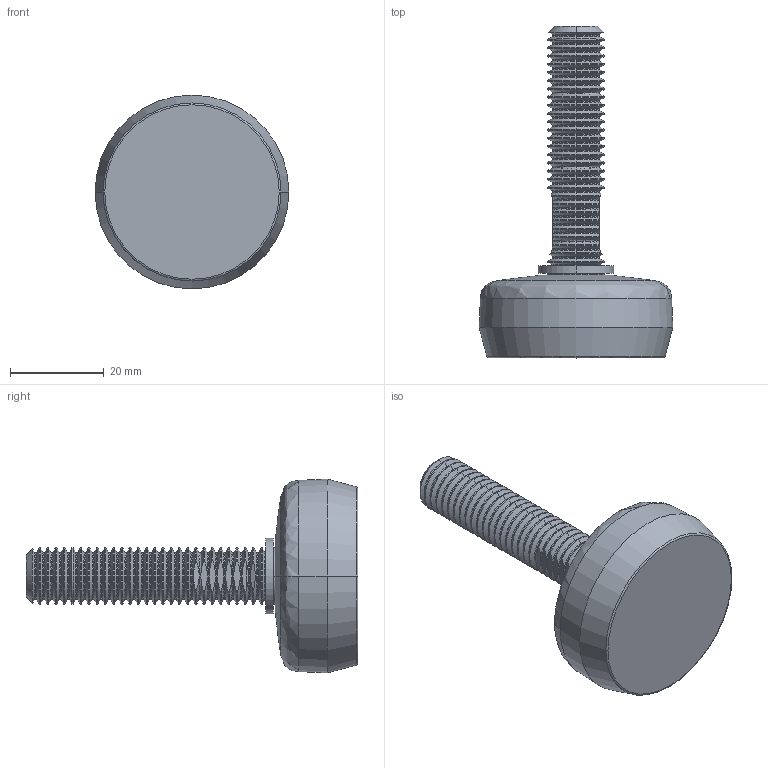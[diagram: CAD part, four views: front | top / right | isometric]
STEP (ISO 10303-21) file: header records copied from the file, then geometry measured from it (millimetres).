
FILE_DESCRIPTION (( 'STEP AP214' ), '1' );
FILE_NAME ('M040(8.4), White NBR-M12050_051_051(1.75), SW 2C+0, AISI 304_Solid.step', '2022-03-28T11:44:57', ( '' ), ( '' ), 'SwSTEP 2.0', 'SolidWorks 2021', '' );
FILE_SCHEMA (( 'AUTOMOTIVE_DESIGN' ));
Length unit declared in the file: millimetre
Products named in the file (6): M040(8.4), White NBR, AISI 304_Customer; M(8.4)12050_051_051(1.75), SW 2C+0, AISI 304; M040 Rubber, white NBR; Plain washer M8x16.0x1.6, ISO 7089, A2; M040(8.4) Steel cover, AISI 304; M040(8.4), White NBR-M12050_051_051(1.75), SW 2C+0, AISI 304_Solid
Assembly tree (5 placements, depth 3):
  M040(8.4), White NBR-M12050_051_051(1.75), SW 2C+0, AISI 304_Solid
    M040(8.4), White NBR, AISI 304_Customer
      M040 Rubber, white NBR
      M040(8.4) Steel cover, AISI 304
    Plain washer M8x16.0x1.6, ISO 7089, A2
    M(8.4)12050_051_051(1.75), SW 2C+0, AISI 304
Bounding box: 41.22 x 70.6 x 41.22 mm (x, y, z)
Volume: 26217.2 mm3; surface area: 12823.1 mm2
Topology: 4 solids, 4 shells, 396 faces, 862 edges, 479 vertices
Faces by surface type: cone 149, torus 118, cylinder 88, plane 25, bspline 16
Entity records: 11670 total; most frequent: CARTESIAN_POINT 2747, DIRECTION 2063, ORIENTED_EDGE 1724, AXIS2_PLACEMENT_3D 924, EDGE_CURVE 862, CIRCLE 535, VERTEX_POINT 479, EDGE_LOOP 405
